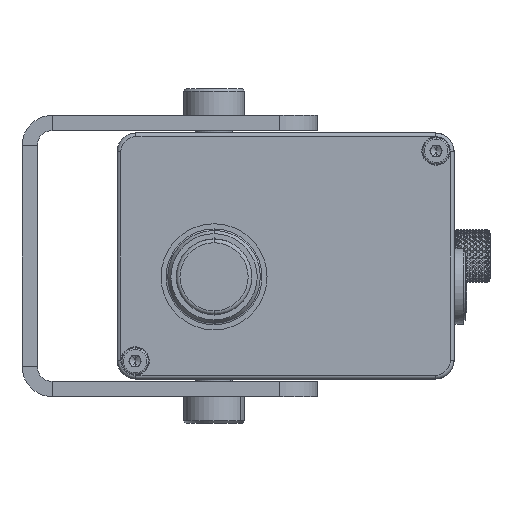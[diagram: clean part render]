
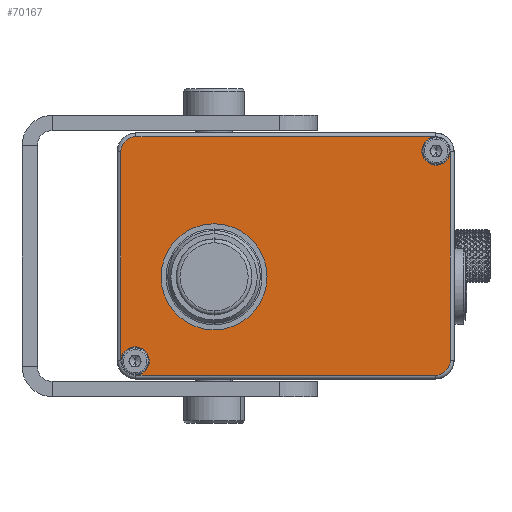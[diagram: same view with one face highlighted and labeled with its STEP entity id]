
A CAD part, front view. The second image highlights one B-rep face of the part: STEP entity #70167.
In plain terms, the highlighted face is planar.
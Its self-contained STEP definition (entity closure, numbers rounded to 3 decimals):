
#54 = VERTEX_POINT ( 'NONE', #35020 ) ;
#189 = DIRECTION ( 'NONE',  ( -1., 0., 0. ) ) ;
#2170 = ORIENTED_EDGE ( 'NONE', *, *, #14760, .F. ) ;
#3587 = CARTESIAN_POINT ( 'NONE',  ( 31.5, -39.5, 0. ) ) ;
#3875 = DIRECTION ( 'NONE',  ( 0., 0., -1. ) ) ;
#4044 = CARTESIAN_POINT ( 'NONE',  ( -31.5, -39.5, 0. ) ) ;
#4402 = AXIS2_PLACEMENT_3D ( 'NONE', #116013, #26980, #95744 ) ;
#4926 = AXIS2_PLACEMENT_3D ( 'NONE', #14509, #74121, #123799 ) ;
#5753 = EDGE_LOOP ( 'NONE', ( #115625, #122097 ) ) ;
#7036 = DIRECTION ( 'NONE',  ( 0., 0., -1. ) ) ;
#7904 = DIRECTION ( 'NONE',  ( -1., 0., 0. ) ) ;
#7948 = CARTESIAN_POINT ( 'NONE',  ( 27.5, 39.5, 0. ) ) ;
#8125 = LINE ( 'NONE', #85964, #23564 ) ;
#9683 = DIRECTION ( 'NONE',  ( 0., 0., -1. ) ) ;
#9705 = CARTESIAN_POINT ( 'NONE',  ( 27.5, 43.5, 0. ) ) ;
#10030 = PLANE ( 'NONE',  #19539 ) ;
#10338 = VERTEX_POINT ( 'NONE', #9705 ) ;
#10948 = CARTESIAN_POINT ( 'NONE',  ( -27.5, -39.5, 0. ) ) ;
#13677 = DIRECTION ( 'NONE',  ( -1., 0., 0. ) ) ;
#14509 = CARTESIAN_POINT ( 'NONE',  ( -27.5, 39.5, 0. ) ) ;
#14760 = EDGE_CURVE ( 'NONE', #100750, #76750, #61141, .T. ) ;
#15090 = CARTESIAN_POINT ( 'NONE',  ( -27.5, -39.5, 0. ) ) ;
#15222 = AXIS2_PLACEMENT_3D ( 'NONE', #98680, #20040, #98241 ) ;
#16683 = EDGE_LOOP ( 'NONE', ( #2170, #92797, #92731, #57367, #122573, #108882, #53859, #51384, #20518, #118027, #28032, #94545, #103056, #36710 ) ) ;
#17762 = VERTEX_POINT ( 'NONE', #86575 ) ;
#17950 = FACE_BOUND ( 'NONE', #5753, .T. ) ;
#19539 = AXIS2_PLACEMENT_3D ( 'NONE', #58446, #19946, #79176 ) ;
#19884 = DIRECTION ( 'NONE',  ( 1., 0., 0. ) ) ;
#19946 = DIRECTION ( 'NONE',  ( 0., 0., -1. ) ) ;
#20040 = DIRECTION ( 'NONE',  ( 0., 0., -1. ) ) ;
#20238 = CIRCLE ( 'NONE', #50157, 14. ) ;
#20313 = CARTESIAN_POINT ( 'NONE',  ( 27.5, 43.5, 0. ) ) ;
#20518 = ORIENTED_EDGE ( 'NONE', *, *, #21528, .T. ) ;
#20718 = VERTEX_POINT ( 'NONE', #119586 ) ;
#21528 = EDGE_CURVE ( 'NONE', #57714, #100373, #23043, .T. ) ;
#23043 = CIRCLE ( 'NONE', #120474, 4. ) ;
#23294 = DIRECTION ( 'NONE',  ( -1., 0., 0. ) ) ;
#23564 = VECTOR ( 'NONE', #95011, 1000. ) ;
#26152 = VERTEX_POINT ( 'NONE', #71697 ) ;
#26745 = EDGE_CURVE ( 'NONE', #89376, #54, #20238, .T. ) ;
#26980 = DIRECTION ( 'NONE',  ( 0., 0., -1. ) ) ;
#28032 = ORIENTED_EDGE ( 'NONE', *, *, #114484, .T. ) ;
#28715 = CARTESIAN_POINT ( 'NONE',  ( -5.5, -18.89, 0. ) ) ;
#31204 = DIRECTION ( 'NONE',  ( -1., 0., 0. ) ) ;
#32718 = CARTESIAN_POINT ( 'NONE',  ( -5.5, -18.89, 0. ) ) ;
#33236 = VERTEX_POINT ( 'NONE', #99803 ) ;
#33901 = AXIS2_PLACEMENT_3D ( 'NONE', #32718, #120873, #72907 ) ;
#35020 = CARTESIAN_POINT ( 'NONE',  ( 8.5, -18.89, 0. ) ) ;
#35070 = CIRCLE ( 'NONE', #60673, 4. ) ;
#36710 = ORIENTED_EDGE ( 'NONE', *, *, #91809, .F. ) ;
#37715 = AXIS2_PLACEMENT_3D ( 'NONE', #103072, #72897, #13677 ) ;
#39026 = CIRCLE ( 'NONE', #63975, 4. ) ;
#39461 = DIRECTION ( 'NONE',  ( 0., 0., -1. ) ) ;
#39863 = VECTOR ( 'NONE', #92044, 1000. ) ;
#40436 = EDGE_CURVE ( 'NONE', #54, #89376, #99364, .T. ) ;
#41109 = FACE_OUTER_BOUND ( 'NONE', #16683, .T. ) ;
#41869 = VECTOR ( 'NONE', #81480, 1000. ) ;
#46105 = CIRCLE ( 'NONE', #60492, 3.75 ) ;
#46585 = LINE ( 'NONE', #3587, #41869 ) ;
#50157 = AXIS2_PLACEMENT_3D ( 'NONE', #28715, #108605, #97860 ) ;
#50824 = AXIS2_PLACEMENT_3D ( 'NONE', #56136, #97159, #77744 ) ;
#51384 = ORIENTED_EDGE ( 'NONE', *, *, #63413, .F. ) ;
#53313 = VERTEX_POINT ( 'NONE', #78059 ) ;
#53717 = LINE ( 'NONE', #64369, #39863 ) ;
#53859 = ORIENTED_EDGE ( 'NONE', *, *, #96095, .F. ) ;
#54716 = EDGE_CURVE ( 'NONE', #114236, #20718, #53717, .T. ) ;
#56136 = CARTESIAN_POINT ( 'NONE',  ( 27.75, 39.75, 0. ) ) ;
#56371 = DIRECTION ( 'NONE',  ( -1., 0., 0. ) ) ;
#56752 = CARTESIAN_POINT ( 'NONE',  ( -31.498, -39.627, 0. ) ) ;
#57367 = ORIENTED_EDGE ( 'NONE', *, *, #73929, .T. ) ;
#57714 = VERTEX_POINT ( 'NONE', #56752 ) ;
#58446 = CARTESIAN_POINT ( 'NONE',  ( 0., 0., 0. ) ) ;
#60492 = AXIS2_PLACEMENT_3D ( 'NONE', #95626, #7036, #7904 ) ;
#60673 = AXIS2_PLACEMENT_3D ( 'NONE', #127183, #9683, #189 ) ;
#61141 = CIRCLE ( 'NONE', #15222, 3.75 ) ;
#62110 = CIRCLE ( 'NONE', #4402, 4. ) ;
#63413 = EDGE_CURVE ( 'NONE', #57714, #97631, #78347, .T. ) ;
#63975 = AXIS2_PLACEMENT_3D ( 'NONE', #7948, #105576, #56371 ) ;
#64369 = CARTESIAN_POINT ( 'NONE',  ( -27.5, -43.5, 0. ) ) ;
#65188 = CARTESIAN_POINT ( 'NONE',  ( 27.5, -43.5, 0. ) ) ;
#69903 = CIRCLE ( 'NONE', #50824, 3.75 ) ;
#70167 = ADVANCED_FACE ( 'NONE', ( #17950, #41109 ), #10030, .T. ) ;
#71697 = CARTESIAN_POINT ( 'NONE',  ( 27.627, 43.498, 0. ) ) ;
#72897 = DIRECTION ( 'NONE',  ( 0., 0., -1. ) ) ;
#72907 = DIRECTION ( 'NONE',  ( -1., 0., 0. ) ) ;
#73929 = EDGE_CURVE ( 'NONE', #102084, #114236, #62110, .T. ) ;
#74121 = DIRECTION ( 'NONE',  ( 0., 0., -1. ) ) ;
#74178 = EDGE_CURVE ( 'NONE', #92120, #102084, #46585, .T. ) ;
#76750 = VERTEX_POINT ( 'NONE', #85309 ) ;
#77744 = DIRECTION ( 'NONE',  ( -1., 0., 0. ) ) ;
#78059 = CARTESIAN_POINT ( 'NONE',  ( -27.5, 43.5, 0. ) ) ;
#78347 = CIRCLE ( 'NONE', #37715, 3.75 ) ;
#79176 = DIRECTION ( 'NONE',  ( -1., 0., 0. ) ) ;
#80971 = LINE ( 'NONE', #20313, #113332 ) ;
#81428 = CARTESIAN_POINT ( 'NONE',  ( -19.5, -18.89, 0. ) ) ;
#81480 = DIRECTION ( 'NONE',  ( 0., -1., 0. ) ) ;
#85089 = EDGE_CURVE ( 'NONE', #100373, #17762, #8125, .T. ) ;
#85309 = CARTESIAN_POINT ( 'NONE',  ( 24., 39.75, 0. ) ) ;
#85964 = CARTESIAN_POINT ( 'NONE',  ( -31.5, 39.5, 0. ) ) ;
#86575 = CARTESIAN_POINT ( 'NONE',  ( -31.5, 39.5, 0. ) ) ;
#89376 = VERTEX_POINT ( 'NONE', #81428 ) ;
#89669 = EDGE_CURVE ( 'NONE', #53313, #10338, #80971, .T. ) ;
#91809 = EDGE_CURVE ( 'NONE', #76750, #26152, #69903, .T. ) ;
#92044 = DIRECTION ( 'NONE',  ( -1., 0., 0. ) ) ;
#92120 = VERTEX_POINT ( 'NONE', #93244 ) ;
#92731 = ORIENTED_EDGE ( 'NONE', *, *, #74178, .T. ) ;
#92797 = ORIENTED_EDGE ( 'NONE', *, *, #97622, .T. ) ;
#93244 = CARTESIAN_POINT ( 'NONE',  ( 31.5, 39.5, 0. ) ) ;
#93317 = CARTESIAN_POINT ( 'NONE',  ( 31.498, 39.627, 0. ) ) ;
#94545 = ORIENTED_EDGE ( 'NONE', *, *, #89669, .T. ) ;
#95011 = DIRECTION ( 'NONE',  ( 0., 1., 0. ) ) ;
#95626 = CARTESIAN_POINT ( 'NONE',  ( -27.75, -39.75, 0. ) ) ;
#95744 = DIRECTION ( 'NONE',  ( -1., 0., 0. ) ) ;
#96095 = EDGE_CURVE ( 'NONE', #97631, #33236, #46105, .T. ) ;
#97159 = DIRECTION ( 'NONE',  ( 0., 0., -1. ) ) ;
#97622 = EDGE_CURVE ( 'NONE', #100750, #92120, #35070, .T. ) ;
#97631 = VERTEX_POINT ( 'NONE', #117654 ) ;
#97860 = DIRECTION ( 'NONE',  ( -1., 0., 0. ) ) ;
#98241 = DIRECTION ( 'NONE',  ( -1., 0., 0. ) ) ;
#98680 = CARTESIAN_POINT ( 'NONE',  ( 27.75, 39.75, 0. ) ) ;
#99364 = CIRCLE ( 'NONE', #33901, 14. ) ;
#99803 = CARTESIAN_POINT ( 'NONE',  ( -27.627, -43.498, 0. ) ) ;
#100373 = VERTEX_POINT ( 'NONE', #4044 ) ;
#100750 = VERTEX_POINT ( 'NONE', #93317 ) ;
#101012 = CIRCLE ( 'NONE', #114142, 4. ) ;
#102084 = VERTEX_POINT ( 'NONE', #122530 ) ;
#103056 = ORIENTED_EDGE ( 'NONE', *, *, #122023, .T. ) ;
#103072 = CARTESIAN_POINT ( 'NONE',  ( -27.75, -39.75, 0. ) ) ;
#105576 = DIRECTION ( 'NONE',  ( 0., 0., -1. ) ) ;
#107878 = EDGE_CURVE ( 'NONE', #20718, #33236, #101012, .T. ) ;
#108605 = DIRECTION ( 'NONE',  ( 0., 0., -1. ) ) ;
#108882 = ORIENTED_EDGE ( 'NONE', *, *, #107878, .T. ) ;
#113332 = VECTOR ( 'NONE', #19884, 1000. ) ;
#114142 = AXIS2_PLACEMENT_3D ( 'NONE', #10948, #39461, #31204 ) ;
#114236 = VERTEX_POINT ( 'NONE', #65188 ) ;
#114484 = EDGE_CURVE ( 'NONE', #17762, #53313, #117231, .T. ) ;
#115625 = ORIENTED_EDGE ( 'NONE', *, *, #26745, .F. ) ;
#116013 = CARTESIAN_POINT ( 'NONE',  ( 27.5, -39.5, 0. ) ) ;
#117231 = CIRCLE ( 'NONE', #4926, 4. ) ;
#117654 = CARTESIAN_POINT ( 'NONE',  ( -24., -39.75, 0. ) ) ;
#118027 = ORIENTED_EDGE ( 'NONE', *, *, #85089, .T. ) ;
#119586 = CARTESIAN_POINT ( 'NONE',  ( -27.5, -43.5, 0. ) ) ;
#120474 = AXIS2_PLACEMENT_3D ( 'NONE', #15090, #3875, #23294 ) ;
#120873 = DIRECTION ( 'NONE',  ( 0., 0., -1. ) ) ;
#122023 = EDGE_CURVE ( 'NONE', #10338, #26152, #39026, .T. ) ;
#122097 = ORIENTED_EDGE ( 'NONE', *, *, #40436, .F. ) ;
#122530 = CARTESIAN_POINT ( 'NONE',  ( 31.5, -39.5, 0. ) ) ;
#122573 = ORIENTED_EDGE ( 'NONE', *, *, #54716, .T. ) ;
#123799 = DIRECTION ( 'NONE',  ( -1., 0., 0. ) ) ;
#127183 = CARTESIAN_POINT ( 'NONE',  ( 27.5, 39.5, 0. ) ) ;
